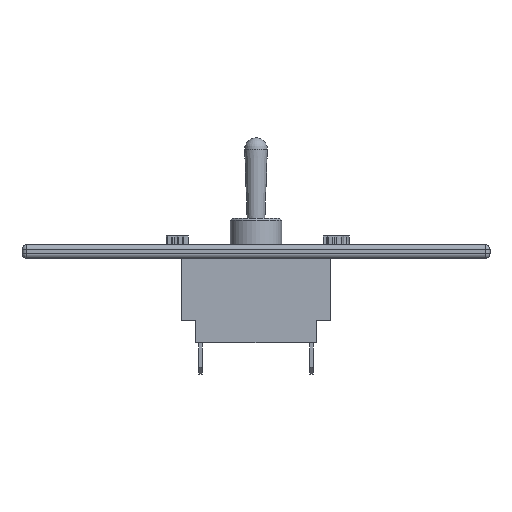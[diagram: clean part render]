
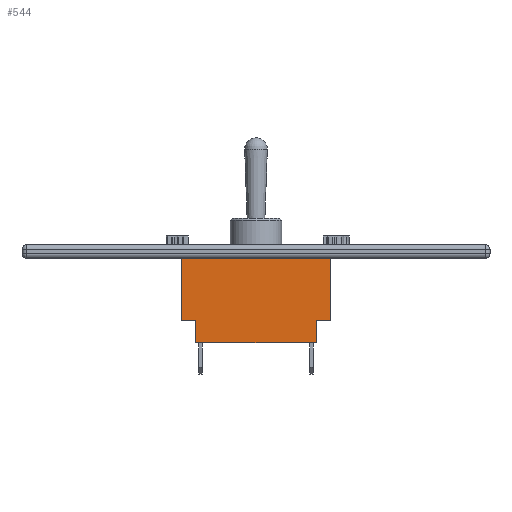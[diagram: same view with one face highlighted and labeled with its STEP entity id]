
A CAD part, left-side view. The second image highlights one B-rep face of the part: STEP entity #544.
In plain terms, the highlighted planar face has unit normal (-1, 0, 0).
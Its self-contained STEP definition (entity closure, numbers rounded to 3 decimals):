
#544=ADVANCED_FACE('',(#1719),#1721,.T.);
#1719=FACE_BOUND('',#1720,.T.);
#1720=EDGE_LOOP('',(#4776,#4777,#4778,#4779,#4780,#4781,#4782,#4783));
#1721=PLANE('',#1722);
#1722=AXIS2_PLACEMENT_3D('',#1723,#1724,#1725);
#1723=CARTESIAN_POINT('',(-6.35,16.7,0.));
#1724=DIRECTION('',(-1.,0.,0.));
#1725=DIRECTION('',(0.,-1.,0.));
#4776=ORIENTED_EDGE('',*,*,#7892,.T.);
#4777=ORIENTED_EDGE('',*,*,#7893,.T.);
#4778=ORIENTED_EDGE('',*,*,#7894,.F.);
#4779=ORIENTED_EDGE('',*,*,#7895,.F.);
#4780=ORIENTED_EDGE('',*,*,#7896,.T.);
#4781=ORIENTED_EDGE('',*,*,#7897,.T.);
#4782=ORIENTED_EDGE('',*,*,#7888,.F.);
#4783=ORIENTED_EDGE('',*,*,#7898,.F.);
#7888=EDGE_CURVE('',#9357,#9358,#9359,.T.);
#7892=EDGE_CURVE('',#9365,#9366,#9367,.T.);
#7893=EDGE_CURVE('',#9366,#9368,#9369,.T.);
#7894=EDGE_CURVE('',#9370,#9368,#9371,.T.);
#7895=EDGE_CURVE('',#9372,#9370,#9373,.T.);
#7896=EDGE_CURVE('',#9372,#9374,#9375,.T.);
#7897=EDGE_CURVE('',#9374,#9358,#9376,.T.);
#7898=EDGE_CURVE('',#9365,#9357,#9377,.T.);
#9357=VERTEX_POINT('',#12058);
#9358=VERTEX_POINT('',#12059);
#9359=LINE('',#12060,#12061);
#9365=VERTEX_POINT('',#12074);
#9366=VERTEX_POINT('',#12075);
#9367=LINE('',#12076,#12077);
#9368=VERTEX_POINT('',#12079);
#9369=LINE('',#12080,#12081);
#9370=VERTEX_POINT('',#12083);
#9371=LINE('',#12084,#12085);
#9372=VERTEX_POINT('',#12087);
#9373=LINE('',#12088,#12089);
#9374=VERTEX_POINT('',#12091);
#9375=LINE('',#12092,#12093);
#9376=LINE('',#12095,#12096);
#9377=LINE('',#12098,#12099);
#12058=CARTESIAN_POINT('',(-6.35,16.7,14.));
#12059=CARTESIAN_POINT('',(-6.35,-16.7,14.));
#12060=CARTESIAN_POINT('',(-6.35,16.7,14.));
#12061=VECTOR('',#12062,1.);
#12062=DIRECTION('',(0.,-1.,0.));
#12074=CARTESIAN_POINT('',(-6.35,16.7,0.));
#12075=CARTESIAN_POINT('',(-6.35,13.5,0.));
#12076=CARTESIAN_POINT('',(-6.35,16.7,0.));
#12077=VECTOR('',#12078,1.);
#12078=DIRECTION('',(0.,-1.,0.));
#12079=CARTESIAN_POINT('',(-6.35,13.5,-5.));
#12080=CARTESIAN_POINT('',(-6.35,13.5,0.));
#12081=VECTOR('',#12082,1.);
#12082=DIRECTION('',(0.,0.,-1.));
#12083=CARTESIAN_POINT('',(-6.35,-13.5,-5.));
#12084=CARTESIAN_POINT('',(-6.35,-13.5,-5.));
#12085=VECTOR('',#12086,1.);
#12086=DIRECTION('',(0.,1.,0.));
#12087=CARTESIAN_POINT('',(-6.35,-13.5,0.));
#12088=CARTESIAN_POINT('',(-6.35,-13.5,0.));
#12089=VECTOR('',#12090,1.);
#12090=DIRECTION('',(0.,0.,-1.));
#12091=CARTESIAN_POINT('',(-6.35,-16.7,0.));
#12092=CARTESIAN_POINT('',(-6.35,-13.5,0.));
#12093=VECTOR('',#12094,1.);
#12094=DIRECTION('',(0.,-1.,0.));
#12095=CARTESIAN_POINT('',(-6.35,-16.7,0.));
#12096=VECTOR('',#12097,1.);
#12097=DIRECTION('',(0.,0.,1.));
#12098=CARTESIAN_POINT('',(-6.35,16.7,0.));
#12099=VECTOR('',#12100,1.);
#12100=DIRECTION('',(0.,0.,1.));
